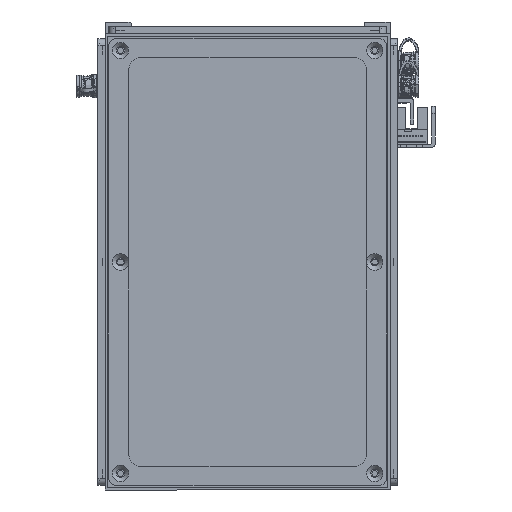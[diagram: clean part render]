
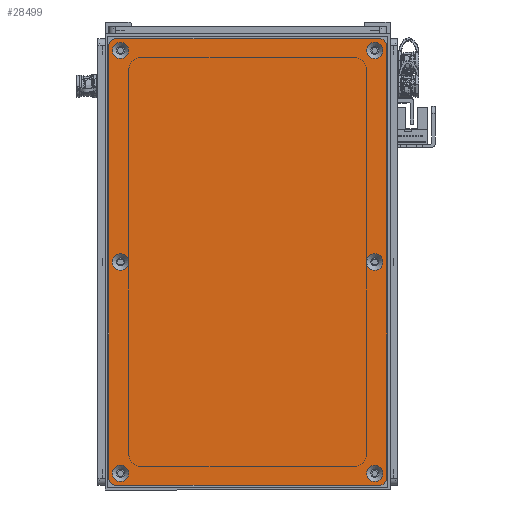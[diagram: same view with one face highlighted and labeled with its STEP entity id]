
A CAD part, front view. The second image highlights one B-rep face of the part: STEP entity #28499.
In plain terms, the highlighted planar face has unit normal (0, -1, 0).
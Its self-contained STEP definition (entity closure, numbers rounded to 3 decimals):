
#1260=FACE_BOUND('',#5935,.T.);
#1261=FACE_BOUND('',#5936,.T.);
#1262=FACE_BOUND('',#5937,.T.);
#1263=FACE_BOUND('',#5938,.T.);
#1264=FACE_BOUND('',#5939,.T.);
#1265=FACE_BOUND('',#5940,.T.);
#1887=PLANE('',#31480);
#4129=FACE_OUTER_BOUND('',#5934,.T.);
#5934=EDGE_LOOP('',(#25913,#25914,#25915,#25916,#25917,#25918,#25919,#25920));
#5935=EDGE_LOOP('',(#25921));
#5936=EDGE_LOOP('',(#25922));
#5937=EDGE_LOOP('',(#25923));
#5938=EDGE_LOOP('',(#25924));
#5939=EDGE_LOOP('',(#25925));
#5940=EDGE_LOOP('',(#25926));
#8292=LINE('',#49554,#10644);
#8293=LINE('',#49558,#10645);
#8294=LINE('',#49562,#10646);
#8295=LINE('',#49565,#10647);
#10644=VECTOR('',#38841,10.);
#10645=VECTOR('',#38844,10.);
#10646=VECTOR('',#38847,10.);
#10647=VECTOR('',#38850,10.);
#12038=CIRCLE('',#31448,3.45);
#12041=CIRCLE('',#31453,3.45);
#12044=CIRCLE('',#31458,3.45);
#12047=CIRCLE('',#31463,3.45);
#12050=CIRCLE('',#31468,3.45);
#12053=CIRCLE('',#31473,3.45);
#12056=CIRCLE('',#31478,3.);
#12058=CIRCLE('',#31481,3.);
#12059=CIRCLE('',#31482,3.);
#12060=CIRCLE('',#31483,3.);
#14620=VERTEX_POINT('',#49484);
#14623=VERTEX_POINT('',#49494);
#14626=VERTEX_POINT('',#49504);
#14629=VERTEX_POINT('',#49514);
#14632=VERTEX_POINT('',#49524);
#14635=VERTEX_POINT('',#49534);
#14638=VERTEX_POINT('',#49544);
#14639=VERTEX_POINT('',#49545);
#14642=VERTEX_POINT('',#49553);
#14643=VERTEX_POINT('',#49555);
#14644=VERTEX_POINT('',#49557);
#14645=VERTEX_POINT('',#49559);
#14646=VERTEX_POINT('',#49561);
#14647=VERTEX_POINT('',#49563);
#18435=EDGE_CURVE('',#14620,#14620,#12038,.T.);
#18440=EDGE_CURVE('',#14623,#14623,#12041,.T.);
#18445=EDGE_CURVE('',#14626,#14626,#12044,.T.);
#18450=EDGE_CURVE('',#14629,#14629,#12047,.T.);
#18455=EDGE_CURVE('',#14632,#14632,#12050,.T.);
#18460=EDGE_CURVE('',#14635,#14635,#12053,.T.);
#18465=EDGE_CURVE('',#14638,#14639,#12056,.T.);
#18469=EDGE_CURVE('',#14638,#14642,#8292,.T.);
#18470=EDGE_CURVE('',#14643,#14642,#12058,.T.);
#18471=EDGE_CURVE('',#14643,#14644,#8293,.T.);
#18472=EDGE_CURVE('',#14645,#14644,#12059,.T.);
#18473=EDGE_CURVE('',#14645,#14646,#8294,.T.);
#18474=EDGE_CURVE('',#14647,#14646,#12060,.T.);
#18475=EDGE_CURVE('',#14647,#14639,#8295,.T.);
#25913=ORIENTED_EDGE('',*,*,#18465,.F.);
#25914=ORIENTED_EDGE('',*,*,#18469,.T.);
#25915=ORIENTED_EDGE('',*,*,#18470,.F.);
#25916=ORIENTED_EDGE('',*,*,#18471,.T.);
#25917=ORIENTED_EDGE('',*,*,#18472,.F.);
#25918=ORIENTED_EDGE('',*,*,#18473,.T.);
#25919=ORIENTED_EDGE('',*,*,#18474,.F.);
#25920=ORIENTED_EDGE('',*,*,#18475,.T.);
#25921=ORIENTED_EDGE('',*,*,#18435,.T.);
#25922=ORIENTED_EDGE('',*,*,#18440,.T.);
#25923=ORIENTED_EDGE('',*,*,#18445,.T.);
#25924=ORIENTED_EDGE('',*,*,#18450,.T.);
#25925=ORIENTED_EDGE('',*,*,#18455,.T.);
#25926=ORIENTED_EDGE('',*,*,#18460,.T.);
#28499=ADVANCED_FACE('',(#4129,#1260,#1261,#1262,#1263,#1264,#1265),#1887,
 .T.);
#31448=AXIS2_PLACEMENT_3D('',#49485,#38761,#38762);
#31453=AXIS2_PLACEMENT_3D('',#49495,#38773,#38774);
#31458=AXIS2_PLACEMENT_3D('',#49505,#38785,#38786);
#31463=AXIS2_PLACEMENT_3D('',#49515,#38797,#38798);
#31468=AXIS2_PLACEMENT_3D('',#49525,#38809,#38810);
#31473=AXIS2_PLACEMENT_3D('',#49535,#38821,#38822);
#31478=AXIS2_PLACEMENT_3D('',#49546,#38833,#38834);
#31480=AXIS2_PLACEMENT_3D('',#49552,#38839,#38840);
#31481=AXIS2_PLACEMENT_3D('',#49556,#38842,#38843);
#31482=AXIS2_PLACEMENT_3D('',#49560,#38845,#38846);
#31483=AXIS2_PLACEMENT_3D('',#49564,#38848,#38849);
#38761=DIRECTION('center_axis',(0.,1.,0.));
#38762=DIRECTION('ref_axis',(1.,0.,0.));
#38773=DIRECTION('center_axis',(0.,1.,0.));
#38774=DIRECTION('ref_axis',(1.,0.,0.));
#38785=DIRECTION('center_axis',(0.,1.,0.));
#38786=DIRECTION('ref_axis',(1.,0.,0.));
#38797=DIRECTION('center_axis',(0.,1.,0.));
#38798=DIRECTION('ref_axis',(1.,0.,0.));
#38809=DIRECTION('center_axis',(0.,1.,0.));
#38810=DIRECTION('ref_axis',(1.,0.,0.));
#38821=DIRECTION('center_axis',(0.,1.,0.));
#38822=DIRECTION('ref_axis',(1.,0.,0.));
#38833=DIRECTION('center_axis',(0.,1.,0.));
#38834=DIRECTION('ref_axis',(-0.707,0.,0.707));
#38839=DIRECTION('center_axis',(0.,-1.,0.));
#38840=DIRECTION('ref_axis',(0.,0.,-1.));
#38841=DIRECTION('',(0.,0.,-1.));
#38842=DIRECTION('center_axis',(0.,1.,0.));
#38843=DIRECTION('ref_axis',(-0.707,0.,-0.707));
#38844=DIRECTION('',(1.,0.,0.));
#38845=DIRECTION('center_axis',(0.,1.,0.));
#38846=DIRECTION('ref_axis',(0.707,0.,-0.707));
#38847=DIRECTION('',(0.,0.,1.));
#38848=DIRECTION('center_axis',(0.,1.,0.));
#38849=DIRECTION('ref_axis',(0.707,0.,0.707));
#38850=DIRECTION('',(-1.,0.,0.));
#49484=CARTESIAN_POINT('',(85.55,-1.5,53.5));
#49485=CARTESIAN_POINT('Origin',(89.,-1.5,53.5));
#49494=CARTESIAN_POINT('',(-3.45,-1.5,-53.5));
#49495=CARTESIAN_POINT('Origin',(0.,-1.5,-53.5));
#49504=CARTESIAN_POINT('',(-92.45,-1.5,53.5));
#49505=CARTESIAN_POINT('Origin',(-89.,-1.5,53.5));
#49514=CARTESIAN_POINT('',(-92.45,-1.5,-53.5));
#49515=CARTESIAN_POINT('Origin',(-89.,-1.5,-53.5));
#49524=CARTESIAN_POINT('',(-3.45,-1.5,53.5));
#49525=CARTESIAN_POINT('Origin',(0.,-1.5,53.5));
#49534=CARTESIAN_POINT('',(85.55,-1.5,-53.5));
#49535=CARTESIAN_POINT('Origin',(89.,-1.5,-53.5));
#49544=CARTESIAN_POINT('',(-94.,-1.5,55.5));
#49545=CARTESIAN_POINT('',(-91.,-1.5,58.5));
#49546=CARTESIAN_POINT('Origin',(-91.,-1.5,55.5));
#49552=CARTESIAN_POINT('Origin',(0.,-1.5,0.));
#49553=CARTESIAN_POINT('',(-94.,-1.5,-55.5));
#49554=CARTESIAN_POINT('',(-94.,-1.5,58.5));
#49555=CARTESIAN_POINT('',(-91.,-1.5,-58.5));
#49556=CARTESIAN_POINT('Origin',(-91.,-1.5,-55.5));
#49557=CARTESIAN_POINT('',(91.,-1.5,-58.5));
#49558=CARTESIAN_POINT('',(-94.,-1.5,-58.5));
#49559=CARTESIAN_POINT('',(94.,-1.5,-55.5));
#49560=CARTESIAN_POINT('Origin',(91.,-1.5,-55.5));
#49561=CARTESIAN_POINT('',(94.,-1.5,55.5));
#49562=CARTESIAN_POINT('',(94.,-1.5,-58.5));
#49563=CARTESIAN_POINT('',(91.,-1.5,58.5));
#49564=CARTESIAN_POINT('Origin',(91.,-1.5,55.5));
#49565=CARTESIAN_POINT('',(94.,-1.5,58.5));
